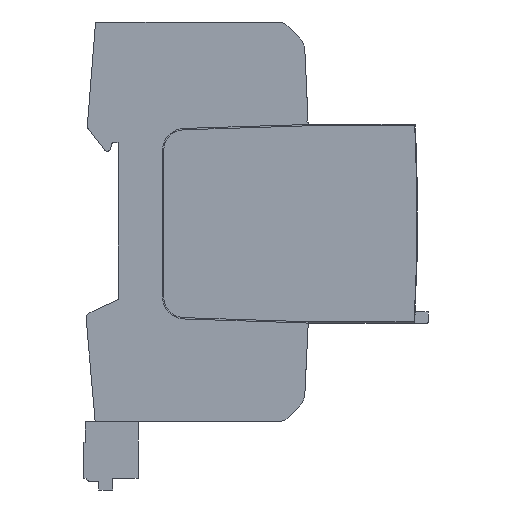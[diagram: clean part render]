
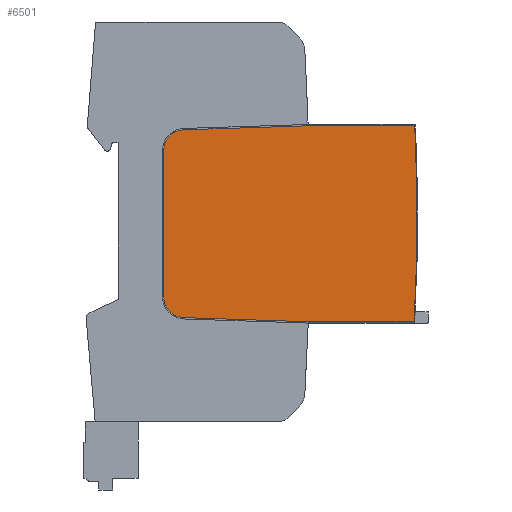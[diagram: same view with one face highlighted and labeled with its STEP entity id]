
A CAD part, left-side view. The second image highlights one B-rep face of the part: STEP entity #6501.
In plain terms, the highlighted planar face has unit normal (-1, 0, 0).
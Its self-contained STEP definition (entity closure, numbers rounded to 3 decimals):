
#486=CARTESIAN_POINT('',(-27.,336.41,0.75));
#487=DIRECTION('',(1.,0.,0.));
#488=DIRECTION('',(0.,-0.999,0.052));
#489=AXIS2_PLACEMENT_3D('',#486,#487,#488);
#491=DIRECTION('',(0.,1.,0.));
#492=VECTOR('',#491,23.898);
#493=CARTESIAN_POINT('',(-27.,-62.812,-22.527));
#494=LINE('',#493,#492);
#495=DIRECTION('',(0.,0.999,0.033));
#496=VECTOR('',#495,28.085);
#497=CARTESIAN_POINT('',(-27.,-38.914,
-22.527));
#498=LINE('',#497,#496);
#499=CARTESIAN_POINT('',(-27.,-11.,-16.9));
#500=DIRECTION('',(-1.,0.,0.));
#501=DIRECTION('',(0.,1.,0.));
#502=AXIS2_PLACEMENT_3D('',#499,#500,#501);
#504=DIRECTION('',(0.,0.,1.));
#505=VECTOR('',#504,33.);
#506=CARTESIAN_POINT('',(-27.,-6.3,-16.9));
#507=LINE('',#506,#505);
#508=CARTESIAN_POINT('',(-27.,-11.,16.1));
#509=DIRECTION('',(-1.,0.,0.));
#510=DIRECTION('',(0.,0.032,0.999));
#511=AXIS2_PLACEMENT_3D('',#508,#509,#510);
#513=DIRECTION('',(0.,-0.999,0.032));
#514=VECTOR('',#513,28.08);
#515=CARTESIAN_POINT('',(-27.,-10.849,20.798));
#516=LINE('',#515,#514);
#517=DIRECTION('',(0.,1.,0.));
#518=VECTOR('',#517,24.027);
#519=CARTESIAN_POINT('',(-27.,-62.941,21.7));
#520=LINE('',#519,#518);
#1025=CARTESIAN_POINT('',(-27.,-62.812,-22.527));
#2056=CARTESIAN_POINT('',(-27.,-62.941,21.7));
#6152=CARTESIAN_POINT('',(-27.,-38.914,
-22.527));
#6153=VERTEX_POINT('',#6152);
#6154=CARTESIAN_POINT('',(-27.,-10.844,-21.597));
#6155=VERTEX_POINT('',#6154);
#6156=CARTESIAN_POINT('',(-27.,-6.3,-16.9));
#6157=VERTEX_POINT('',#6156);
#6158=CARTESIAN_POINT('',(-27.,-6.3,16.1));
#6159=VERTEX_POINT('',#6158);
#6160=CARTESIAN_POINT('',(-27.,-10.849,20.798));
#6161=VERTEX_POINT('',#6160);
#6162=CARTESIAN_POINT('',(-27.,-38.914,
21.7));
#6163=VERTEX_POINT('',#6162);
#6396=VERTEX_POINT('',#1025);
#6397=VERTEX_POINT('',#2056);
#6478=CARTESIAN_POINT('',(-27.,0.,0.));
#6479=DIRECTION('',(1.,0.,0.));
#6480=DIRECTION('',(0.,1.,0.));
#6481=AXIS2_PLACEMENT_3D('',#6478,#6479,#6480);
#6482=PLANE('',#6481);
#6484=ORIENTED_EDGE('',*,*,#6483,.T.);
#6486=ORIENTED_EDGE('',*,*,#6485,.T.);
#6488=ORIENTED_EDGE('',*,*,#6487,.T.);
#6490=ORIENTED_EDGE('',*,*,#6489,.F.);
#6492=ORIENTED_EDGE('',*,*,#6491,.T.);
#6494=ORIENTED_EDGE('',*,*,#6493,.F.);
#6496=ORIENTED_EDGE('',*,*,#6495,.T.);
#6498=ORIENTED_EDGE('',*,*,#6497,.F.);
#6499=EDGE_LOOP('',(#6484,#6486,#6488,#6490,#6492,#6494,#6496,#6498));
#6500=FACE_OUTER_BOUND('',#6499,.F.);
#490=CIRCLE('',#489,399.9);
#503=CIRCLE('',#502,4.7);
#512=CIRCLE('',#511,4.7);
#6483=EDGE_CURVE('',#6397,#6396,#490,.T.);
#6485=EDGE_CURVE('',#6396,#6153,#494,.T.);
#6487=EDGE_CURVE('',#6153,#6155,#498,.T.);
#6489=EDGE_CURVE('',#6157,#6155,#503,.T.);
#6491=EDGE_CURVE('',#6157,#6159,#507,.T.);
#6493=EDGE_CURVE('',#6161,#6159,#512,.T.);
#6495=EDGE_CURVE('',#6161,#6163,#516,.T.);
#6497=EDGE_CURVE('',#6397,#6163,#520,.T.);
#6501=ADVANCED_FACE('',(#6500),#6482,.F.);
